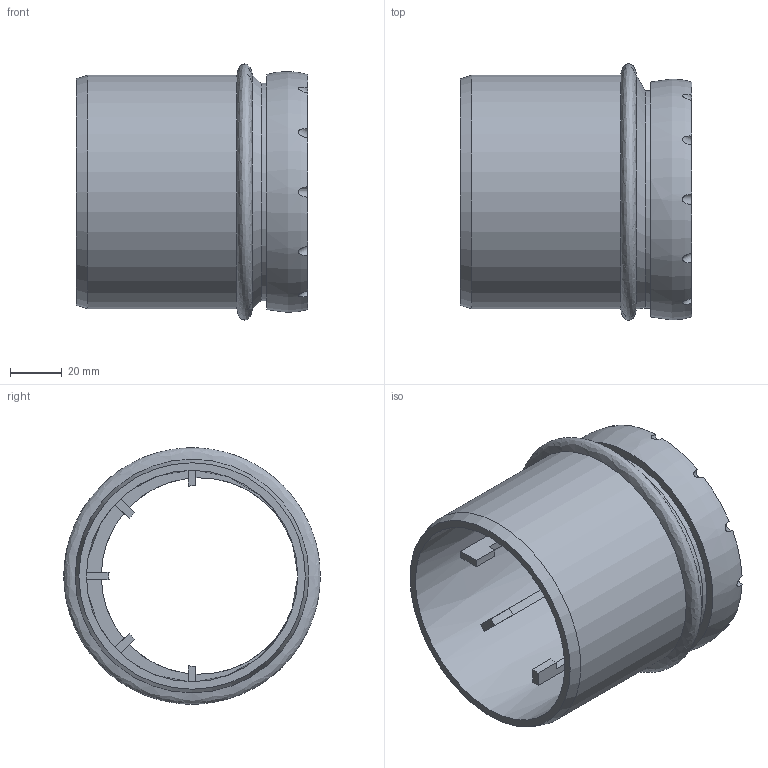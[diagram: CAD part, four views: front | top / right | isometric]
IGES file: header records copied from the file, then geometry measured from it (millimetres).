
Global section: file name: 393473; native system: Autodesk Inventor 2014; preprocessor: unknown; author: seihe2; date: 20170228.083208; units: millimetre
Bounding box: 89.4 x 98.93 x 99 mm (x, y, z)
Volume: 118401 mm3; surface area: 59279 mm2
Topology: 1 solids, 1 shells, 59 faces, 164 edges, 110 vertices
Faces by surface type: plane 32, revolution 23, cylinder 2, bspline 1, cone 1
Full cylindrical faces by diameter (mm): 84 x1, 90.2 x1
